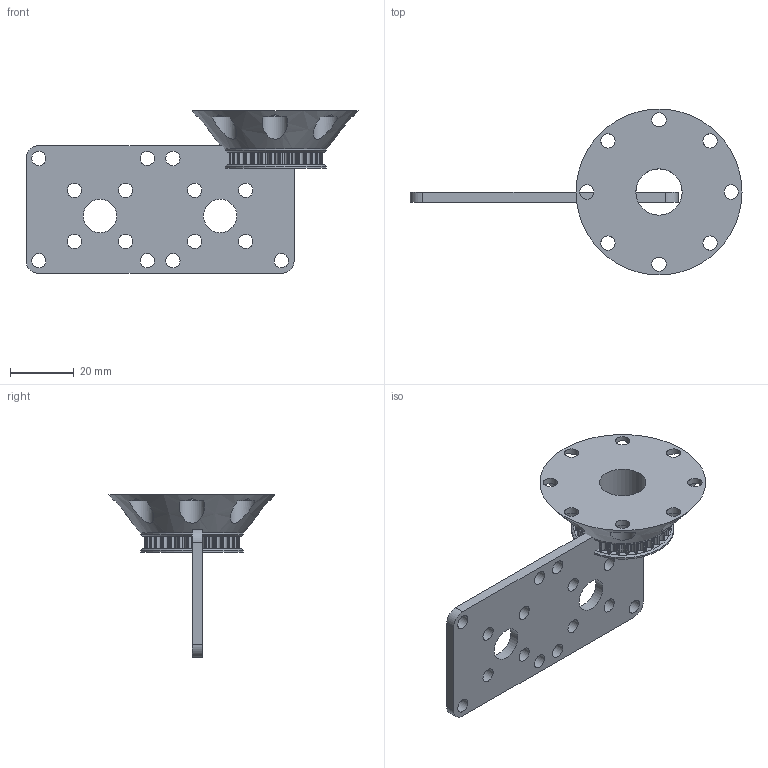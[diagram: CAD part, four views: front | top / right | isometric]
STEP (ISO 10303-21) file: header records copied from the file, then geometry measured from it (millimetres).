
FILE_DESCRIPTION(/* description */ ('STEP AP242','CAx-IF Rec.Pracs.---Representation and Presentation of Product Manufacturing Information (PMI)---4.0---2014-10-13','CAx-IF Rec.Pracs.---3D Tessellated Geometry---0.4---2014-09-14','2;1'),/* implementation_level */ '2;1');
FILE_NAME(/* name */ '66b255aecff0336b2c3288ce',/* time_stamp */ '2024-08-06T16:56:14Z',/* author */ (''),/* organization */ (''),/* preprocessor_version */ 'ST-DEVELOPER v20',/* originating_system */ ' ',/* authorisation */ ' ');
FILE_SCHEMA (('AP242_MANAGED_MODEL_BASED_3D_ENGINEERING_MIM_LF { 1 0 10303 442 1 1 4 }'));
Length unit declared in the file: metre
Products named in the file (2): Wheel Pulley; Left Motor Block
Bounding box: 104 x 52 x 51 mm (x, y, z)
Volume: 26240.9 mm3; surface area: 14348.8 mm2
Topology: 2 solids, 2 shells, 256 faces, 747 edges, 497 vertices
Faces by surface type: cylinder 234, plane 19, cone 3
Full cylindrical faces by diameter (mm): 4.5 x24, 10.5 x2, 14.5 x1, 16 x1, 32.224 x2
Entity records: 8789 total; most frequent: DIRECTION 1682, CARTESIAN_POINT 1608, ORIENTED_EDGE 1406, AXIS2_PLACEMENT_3D 737, EDGE_CURVE 703, VERTEX_POINT 487, CIRCLE 479, EDGE_LOOP 346
